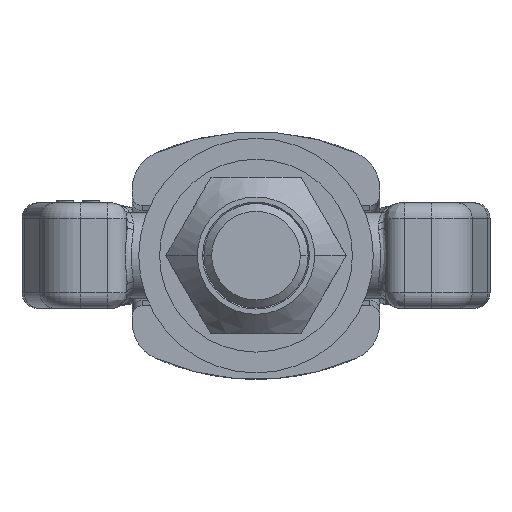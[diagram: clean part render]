
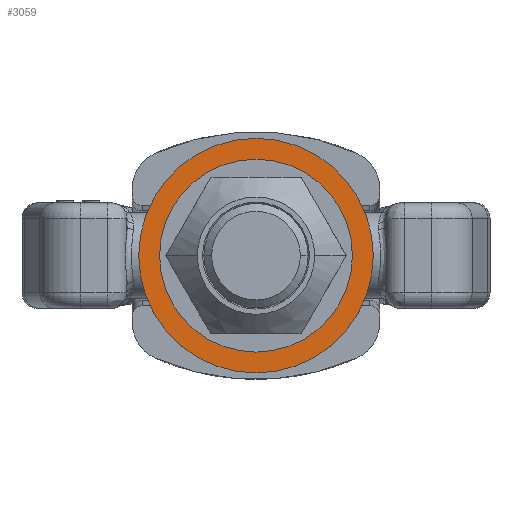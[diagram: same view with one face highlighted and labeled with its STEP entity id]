
A CAD part, front view. The second image highlights one B-rep face of the part: STEP entity #3059.
In plain terms, the highlighted planar face has unit normal (0, -1, 0).
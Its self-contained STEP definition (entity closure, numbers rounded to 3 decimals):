
#2846=CARTESIAN_POINT('',(0.,-7.1,0.));
#2847=DIRECTION('',(0.,1.,0.));
#2848=DIRECTION('',(1.,0.,0.));
#2849=AXIS2_PLACEMENT_3D('',#2846,#2847,#2848);
#2851=CARTESIAN_POINT('',(0.,-7.1,0.));
#2852=DIRECTION('',(0.,-1.,0.));
#2853=DIRECTION('',(1.,0.,0.));
#2854=AXIS2_PLACEMENT_3D('',#2851,#2852,#2853);
#2856=CARTESIAN_POINT('',(0.,-7.1,0.));
#2857=DIRECTION('',(0.,1.,0.));
#2858=DIRECTION('',(1.,0.,0.));
#2859=AXIS2_PLACEMENT_3D('',#2856,#2857,#2858);
#2861=CARTESIAN_POINT('',(0.,-7.1,0.));
#2862=DIRECTION('',(0.,-1.,0.));
#2863=DIRECTION('',(1.,0.,0.));
#2864=AXIS2_PLACEMENT_3D('',#2861,#2862,#2863);
#2895=CARTESIAN_POINT('',(10.,-7.1,0.));
#2897=VERTEX_POINT('',#2895);
#2898=CARTESIAN_POINT('',(22.5,-7.1,0.));
#2900=VERTEX_POINT('',#2898);
#2911=CARTESIAN_POINT('',(-10.,-7.1,0.));
#2913=VERTEX_POINT('',#2911);
#2914=CARTESIAN_POINT('',(-22.5,-7.1,0.));
#2916=VERTEX_POINT('',#2914);
#3044=CARTESIAN_POINT('',(0.,-7.1,0.));
#3045=DIRECTION('',(0.,-1.,0.));
#3046=DIRECTION('',(-1.,0.,0.));
#3047=AXIS2_PLACEMENT_3D('',#3044,#3045,#3046);
#3048=PLANE('',#3047);
#3049=ORIENTED_EDGE('',*,*,#3037,.F.);
#3050=ORIENTED_EDGE('',*,*,#3026,.T.);
#3051=EDGE_LOOP('',(#3049,#3050));
#3052=FACE_OUTER_BOUND('',#3051,.F.);
#3054=ORIENTED_EDGE('',*,*,#3053,.F.);
#3056=ORIENTED_EDGE('',*,*,#3055,.T.);
#3057=EDGE_LOOP('',(#3054,#3056));
#3058=FACE_BOUND('',#3057,.F.);
#3059=ADVANCED_FACE('',(#3052,#3058),#3048,.T.);
#2850=CIRCLE('',#2849,22.5);
#2855=CIRCLE('',#2854,22.5);
#2860=CIRCLE('',#2859,10.);
#2865=CIRCLE('',#2864,10.);
#3026=EDGE_CURVE('',#2900,#2916,#2850,.T.);
#3037=EDGE_CURVE('',#2900,#2916,#2855,.T.);
#3053=EDGE_CURVE('',#2897,#2913,#2860,.T.);
#3055=EDGE_CURVE('',#2897,#2913,#2865,.T.);
